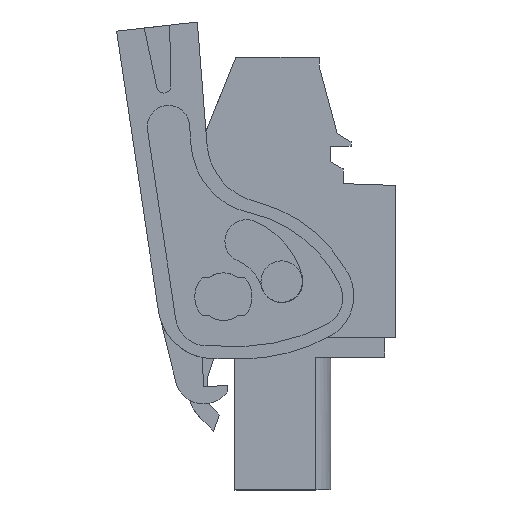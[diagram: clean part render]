
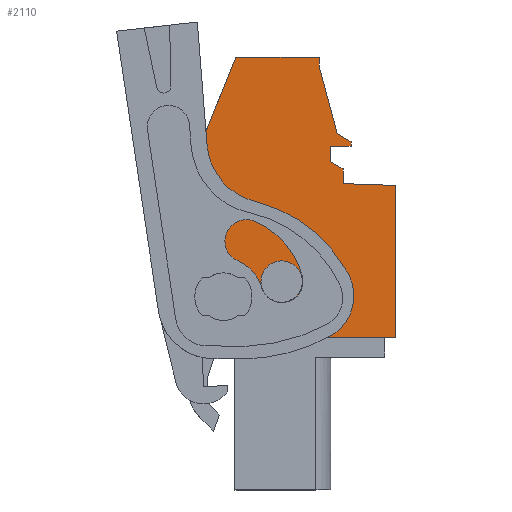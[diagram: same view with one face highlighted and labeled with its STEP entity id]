
A CAD part, left-side view. The second image highlights one B-rep face of the part: STEP entity #2110.
In plain terms, the highlighted planar face has unit normal (-1, 0, 0).
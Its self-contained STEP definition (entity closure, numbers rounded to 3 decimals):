
#1974=AXIS2_PLACEMENT_3D('Plane Axis2P3D',#1971,#1972,#1973) ;
#2076=AXIS2_PLACEMENT_3D('Circle Axis2P3D',#2074,#2075,$) ;
#2085=AXIS2_PLACEMENT_3D('Circle Axis2P3D',#2083,#2084,$) ;
#2094=AXIS2_PLACEMENT_3D('Circle Axis2P3D',#2092,#2093,$) ;
#2103=AXIS2_PLACEMENT_3D('Circle Axis2P3D',#2101,#2102,$) ;
#1486=CARTESIAN_POINT('Vertex',(4.85,14.05,9.599)) ;
#1489=CARTESIAN_POINT('Line Origine',(4.85,14.05,13.424)) ;
#1493=CARTESIAN_POINT('Vertex',(4.85,14.05,17.249)) ;
#1683=CARTESIAN_POINT('Line Origine',(4.85,7.025,9.599)) ;
#1687=CARTESIAN_POINT('Vertex',(4.85,0.,9.599)) ;
#1971=CARTESIAN_POINT('Axis2P3D Location',(4.85,0.,0.)) ;
#1976=CARTESIAN_POINT('Line Origine',(4.85,3.287,19.724)) ;
#1980=CARTESIAN_POINT('Vertex',(4.85,3.287,19.262)) ;
#1982=CARTESIAN_POINT('Vertex',(4.85,3.287,20.187)) ;
#1985=CARTESIAN_POINT('Line Origine',(4.85,3.687,20.418)) ;
#1989=CARTESIAN_POINT('Vertex',(4.85,4.087,20.649)) ;
#1992=CARTESIAN_POINT('Line Origine',(4.85,4.087,21.124)) ;
#1996=CARTESIAN_POINT('Vertex',(4.85,4.087,21.599)) ;
#1999=CARTESIAN_POINT('Line Origine',(4.85,3.437,21.599)) ;
#2003=CARTESIAN_POINT('Vertex',(4.85,2.787,21.599)) ;
#2006=CARTESIAN_POINT('Line Origine',(4.85,2.787,21.749)) ;
#2010=CARTESIAN_POINT('Vertex',(4.85,2.787,21.899)) ;
#2013=CARTESIAN_POINT('Line Origine',(4.85,3.22,22.149)) ;
#2017=CARTESIAN_POINT('Vertex',(4.85,3.653,22.399)) ;
#2020=CARTESIAN_POINT('Line Origine',(4.85,4.222,24.524)) ;
#2024=CARTESIAN_POINT('Vertex',(4.85,4.792,26.649)) ;
#2027=CARTESIAN_POINT('Line Origine',(4.85,4.792,26.924)) ;
#2031=CARTESIAN_POINT('Vertex',(4.85,4.792,27.199)) ;
#2034=CARTESIAN_POINT('Line Origine',(4.85,7.411,27.199)) ;
#2038=CARTESIAN_POINT('Vertex',(4.85,10.03,27.199)) ;
#2041=CARTESIAN_POINT('Line Origine',(4.85,12.04,22.224)) ;
#2046=CARTESIAN_POINT('Line Origine',(4.85,0.,14.373)) ;
#2050=CARTESIAN_POINT('Vertex',(4.85,0.,19.147)) ;
#2053=CARTESIAN_POINT('Line Origine',(4.85,1.643,19.204)) ;
#2074=CARTESIAN_POINT('Axis2P3D Location',(4.85,7.152,13.104)) ;
#2078=CARTESIAN_POINT('Vertex',(4.85,8.452,13.104)) ;
#2080=CARTESIAN_POINT('Vertex',(4.85,5.852,13.104)) ;
#2083=CARTESIAN_POINT('Axis2P3D Location',(4.85,7.152,13.104)) ;
#2092=CARTESIAN_POINT('Axis2P3D Location',(4.85,10.812,12.154)) ;
#2096=CARTESIAN_POINT('Vertex',(4.85,10.812,10.654)) ;
#2098=CARTESIAN_POINT('Vertex',(4.85,10.812,13.654)) ;
#2101=CARTESIAN_POINT('Axis2P3D Location',(4.85,10.812,12.154)) ;
#1490=DIRECTION('Vector Direction',(0.,0.,1.)) ;
#1684=DIRECTION('Vector Direction',(0.,1.,0.)) ;
#1972=DIRECTION('Axis2P3D Direction',(-1.,0.,0.)) ;
#1973=DIRECTION('Axis2P3D XDirection',(0.,0.,1.)) ;
#1977=DIRECTION('Vector Direction',(0.,0.,-1.)) ;
#1986=DIRECTION('Vector Direction',(0.,-0.866,-0.5)) ;
#1993=DIRECTION('Vector Direction',(0.,0.,-1.)) ;
#2000=DIRECTION('Vector Direction',(0.,1.,0.)) ;
#2007=DIRECTION('Vector Direction',(0.,0.,-1.)) ;
#2014=DIRECTION('Vector Direction',(0.,-0.866,-0.5)) ;
#2021=DIRECTION('Vector Direction',(0.,-0.259,-0.966)) ;
#2028=DIRECTION('Vector Direction',(0.,0.,-1.)) ;
#2035=DIRECTION('Vector Direction',(0.,-1.,0.)) ;
#2042=DIRECTION('Vector Direction',(0.,0.375,-0.927)) ;
#2047=DIRECTION('Vector Direction',(0.,0.,1.)) ;
#2054=DIRECTION('Vector Direction',(0.,-0.999,-0.035)) ;
#2075=DIRECTION('Axis2P3D Direction',(-1.,0.,0.)) ;
#2084=DIRECTION('Axis2P3D Direction',(-1.,0.,0.)) ;
#2093=DIRECTION('Axis2P3D Direction',(-1.,0.,0.)) ;
#2102=DIRECTION('Axis2P3D Direction',(-1.,0.,0.)) ;
#1491=VECTOR('Line Direction',#1490,1.) ;
#1685=VECTOR('Line Direction',#1684,1.) ;
#1978=VECTOR('Line Direction',#1977,1.) ;
#1987=VECTOR('Line Direction',#1986,1.) ;
#1994=VECTOR('Line Direction',#1993,1.) ;
#2001=VECTOR('Line Direction',#2000,1.) ;
#2008=VECTOR('Line Direction',#2007,1.) ;
#2015=VECTOR('Line Direction',#2014,1.) ;
#2022=VECTOR('Line Direction',#2021,1.) ;
#2029=VECTOR('Line Direction',#2028,1.) ;
#2036=VECTOR('Line Direction',#2035,1.) ;
#2043=VECTOR('Line Direction',#2042,1.) ;
#2048=VECTOR('Line Direction',#2047,1.) ;
#2055=VECTOR('Line Direction',#2054,1.) ;
#2059=ORIENTED_EDGE('',*,*,#1984,.T.) ;
#2060=ORIENTED_EDGE('',*,*,#1991,.T.) ;
#2061=ORIENTED_EDGE('',*,*,#1998,.T.) ;
#2062=ORIENTED_EDGE('',*,*,#2005,.T.) ;
#2063=ORIENTED_EDGE('',*,*,#2012,.T.) ;
#2064=ORIENTED_EDGE('',*,*,#2019,.T.) ;
#2065=ORIENTED_EDGE('',*,*,#2026,.T.) ;
#2066=ORIENTED_EDGE('',*,*,#2033,.T.) ;
#2067=ORIENTED_EDGE('',*,*,#2040,.T.) ;
#2068=ORIENTED_EDGE('',*,*,#2045,.T.) ;
#2069=ORIENTED_EDGE('',*,*,#1495,.T.) ;
#2070=ORIENTED_EDGE('',*,*,#1689,.T.) ;
#2071=ORIENTED_EDGE('',*,*,#2052,.T.) ;
#2072=ORIENTED_EDGE('',*,*,#2057,.T.) ;
#2089=ORIENTED_EDGE('',*,*,#2082,.F.) ;
#2090=ORIENTED_EDGE('',*,*,#2087,.F.) ;
#2107=ORIENTED_EDGE('',*,*,#2100,.F.) ;
#2108=ORIENTED_EDGE('',*,*,#2105,.F.) ;
#2091=FACE_BOUND('',#2088,.T.) ;
#2109=FACE_BOUND('',#2106,.T.) ;
#2110=ADVANCED_FACE('HOUSING',(#2073,#2091,#2109),#1975,.T.) ;
#2077=CIRCLE('generated circle',#2076,1.3) ;
#2086=CIRCLE('generated circle',#2085,1.3) ;
#2095=CIRCLE('generated circle',#2094,1.5) ;
#2104=CIRCLE('generated circle',#2103,1.5) ;
#1495=EDGE_CURVE('',#1494,#1487,#1492,.F.) ;
#1689=EDGE_CURVE('',#1487,#1688,#1686,.F.) ;
#1984=EDGE_CURVE('',#1981,#1983,#1979,.F.) ;
#1991=EDGE_CURVE('',#1983,#1990,#1988,.F.) ;
#1998=EDGE_CURVE('',#1990,#1997,#1995,.F.) ;
#2005=EDGE_CURVE('',#1997,#2004,#2002,.F.) ;
#2012=EDGE_CURVE('',#2004,#2011,#2009,.F.) ;
#2019=EDGE_CURVE('',#2011,#2018,#2016,.F.) ;
#2026=EDGE_CURVE('',#2018,#2025,#2023,.F.) ;
#2033=EDGE_CURVE('',#2025,#2032,#2030,.F.) ;
#2040=EDGE_CURVE('',#2032,#2039,#2037,.F.) ;
#2045=EDGE_CURVE('',#2039,#1494,#2044,.T.) ;
#2052=EDGE_CURVE('',#1688,#2051,#2049,.T.) ;
#2057=EDGE_CURVE('',#2051,#1981,#2056,.F.) ;
#2082=EDGE_CURVE('',#2079,#2081,#2077,.T.) ;
#2087=EDGE_CURVE('',#2081,#2079,#2086,.T.) ;
#2100=EDGE_CURVE('',#2097,#2099,#2095,.T.) ;
#2105=EDGE_CURVE('',#2099,#2097,#2104,.T.) ;
#2058=EDGE_LOOP('',(#2059,#2060,#2061,#2062,#2063,#2064,#2065,#2066,#2067,#2068,#2069,#2070,#2071,#2072)) ;
#2088=EDGE_LOOP('',(#2089,#2090)) ;
#2106=EDGE_LOOP('',(#2107,#2108)) ;
#2073=FACE_OUTER_BOUND('',#2058,.T.) ;
#1492=LINE('Line',#1489,#1491) ;
#1686=LINE('Line',#1683,#1685) ;
#1979=LINE('Line',#1976,#1978) ;
#1988=LINE('Line',#1985,#1987) ;
#1995=LINE('Line',#1992,#1994) ;
#2002=LINE('Line',#1999,#2001) ;
#2009=LINE('Line',#2006,#2008) ;
#2016=LINE('Line',#2013,#2015) ;
#2023=LINE('Line',#2020,#2022) ;
#2030=LINE('Line',#2027,#2029) ;
#2037=LINE('Line',#2034,#2036) ;
#2044=LINE('Line',#2041,#2043) ;
#2049=LINE('Line',#2046,#2048) ;
#2056=LINE('Line',#2053,#2055) ;
#1975=PLANE('',#1974) ;
#1487=VERTEX_POINT('',#1486) ;
#1494=VERTEX_POINT('',#1493) ;
#1688=VERTEX_POINT('',#1687) ;
#1981=VERTEX_POINT('',#1980) ;
#1983=VERTEX_POINT('',#1982) ;
#1990=VERTEX_POINT('',#1989) ;
#1997=VERTEX_POINT('',#1996) ;
#2004=VERTEX_POINT('',#2003) ;
#2011=VERTEX_POINT('',#2010) ;
#2018=VERTEX_POINT('',#2017) ;
#2025=VERTEX_POINT('',#2024) ;
#2032=VERTEX_POINT('',#2031) ;
#2039=VERTEX_POINT('',#2038) ;
#2051=VERTEX_POINT('',#2050) ;
#2079=VERTEX_POINT('',#2078) ;
#2081=VERTEX_POINT('',#2080) ;
#2097=VERTEX_POINT('',#2096) ;
#2099=VERTEX_POINT('',#2098) ;
